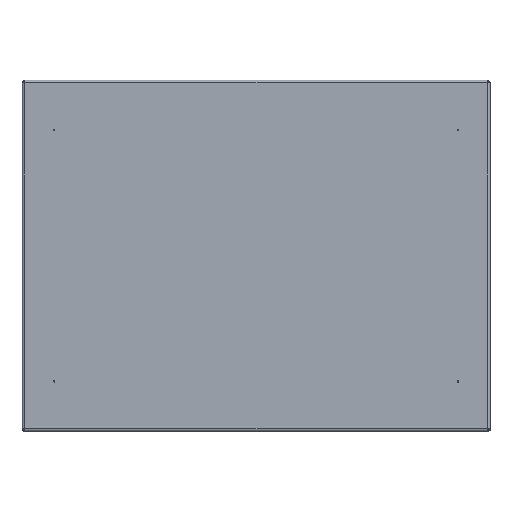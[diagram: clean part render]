
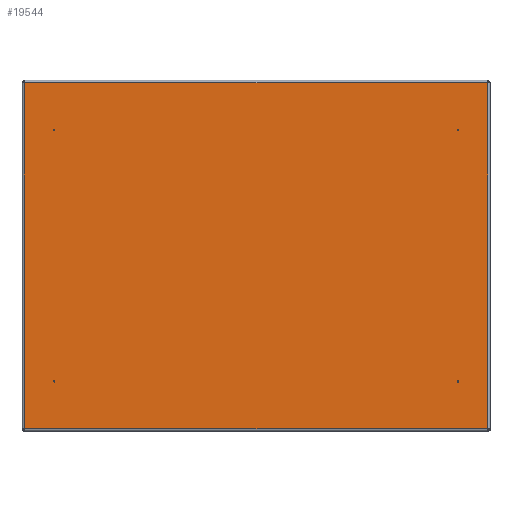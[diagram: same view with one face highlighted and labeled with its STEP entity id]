
A CAD part, front view. The second image highlights one B-rep face of the part: STEP entity #19544.
In plain terms, the highlighted planar face has unit normal (0, -1, 0).
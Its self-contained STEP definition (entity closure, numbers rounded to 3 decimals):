
#1428=LINE('',#32833,#2690);
#1439=LINE('',#32921,#2701);
#1450=LINE('',#33009,#2712);
#1461=LINE('',#33097,#2723);
#1463=LINE('',#33122,#2725);
#1466=LINE('',#33128,#2728);
#1467=LINE('',#33129,#2729);
#1468=LINE('',#33131,#2730);
#1469=LINE('',#33132,#2731);
#1470=LINE('',#33134,#2732);
#1471=LINE('',#33135,#2733);
#1472=LINE('',#33136,#2734);
#2690=VECTOR('',#25174,395.631);
#2701=VECTOR('',#25211,295.631);
#2712=VECTOR('',#25248,295.631);
#2723=VECTOR('',#25285,395.631);
#2725=VECTOR('',#25291,0.184);
#2728=VECTOR('',#25296,0.184);
#2729=VECTOR('',#25297,0.184);
#2730=VECTOR('',#25298,0.184);
#2731=VECTOR('',#25299,0.184);
#2732=VECTOR('',#25300,0.184);
#2733=VECTOR('',#25301,0.184);
#2734=VECTOR('',#25302,0.184);
#4792=FACE_OUTER_BOUND('',#6247,.T.);
#6247=EDGE_LOOP('',(#15146,#15147,#15148,#15149,#15150,#15151,#15152,#15153,
#15154,#15155,#15156,#15157));
#8594=VERTEX_POINT('',#32783);
#8599=VERTEX_POINT('',#32809);
#8606=VERTEX_POINT('',#32871);
#8611=VERTEX_POINT('',#32897);
#8618=VERTEX_POINT('',#32959);
#8623=VERTEX_POINT('',#32985);
#8630=VERTEX_POINT('',#33047);
#8635=VERTEX_POINT('',#33073);
#8636=VERTEX_POINT('',#33121);
#8638=VERTEX_POINT('',#33127);
#8639=VERTEX_POINT('',#33130);
#8640=VERTEX_POINT('',#33133);
#10838=EDGE_CURVE('',#8594,#8599,#1428,.T.);
#10859=EDGE_CURVE('',#8606,#8611,#1439,.T.);
#10880=EDGE_CURVE('',#8618,#8623,#1450,.T.);
#10901=EDGE_CURVE('',#8630,#8635,#1461,.T.);
#10904=EDGE_CURVE('',#8636,#8594,#1463,.T.);
#10907=EDGE_CURVE('',#8599,#8638,#1466,.T.);
#10908=EDGE_CURVE('',#8638,#8606,#1467,.T.);
#10909=EDGE_CURVE('',#8611,#8639,#1468,.T.);
#10910=EDGE_CURVE('',#8639,#8630,#1469,.T.);
#10911=EDGE_CURVE('',#8635,#8640,#1470,.T.);
#10912=EDGE_CURVE('',#8640,#8618,#1471,.T.);
#10913=EDGE_CURVE('',#8623,#8636,#1472,.T.);
#15146=ORIENTED_EDGE('',*,*,#10838,.T.);
#15147=ORIENTED_EDGE('',*,*,#10907,.T.);
#15148=ORIENTED_EDGE('',*,*,#10908,.T.);
#15149=ORIENTED_EDGE('',*,*,#10859,.T.);
#15150=ORIENTED_EDGE('',*,*,#10909,.T.);
#15151=ORIENTED_EDGE('',*,*,#10910,.T.);
#15152=ORIENTED_EDGE('',*,*,#10901,.T.);
#15153=ORIENTED_EDGE('',*,*,#10911,.T.);
#15154=ORIENTED_EDGE('',*,*,#10912,.T.);
#15155=ORIENTED_EDGE('',*,*,#10880,.T.);
#15156=ORIENTED_EDGE('',*,*,#10913,.T.);
#15157=ORIENTED_EDGE('',*,*,#10904,.T.);
#17360=PLANE('',#21255);
#19544=ADVANCED_FACE('',(#4792),#17360,.F.);
#21255=AXIS2_PLACEMENT_3D('',#33126,#25294,#25295);
#25174=DIRECTION('',(1.,0.,0.));
#25211=DIRECTION('',(0.,0.,1.));
#25248=DIRECTION('',(0.,0.,-1.));
#25285=DIRECTION('',(-1.,0.,0.));
#25291=DIRECTION('',(0.,0.,-1.));
#25294=DIRECTION('center_axis',(0.,1.,0.));
#25295=DIRECTION('ref_axis',(0.,0.,1.));
#25296=DIRECTION('',(0.,0.,1.));
#25297=DIRECTION('',(1.,0.,0.));
#25298=DIRECTION('',(-1.,0.,0.));
#25299=DIRECTION('',(0.,0.,1.));
#25300=DIRECTION('',(0.,0.,-1.));
#25301=DIRECTION('',(-1.,0.,0.));
#25302=DIRECTION('',(1.,0.,0.));
#32783=CARTESIAN_POINT('',(-197.816,0.,-148.));
#32809=CARTESIAN_POINT('',(197.816,0.,-148.));
#32833=CARTESIAN_POINT('',(-99.,0.,-148.));
#32871=CARTESIAN_POINT('',(198.,0.,-147.816));
#32897=CARTESIAN_POINT('',(198.,0.,147.816));
#32921=CARTESIAN_POINT('',(198.,0.,-74.));
#32959=CARTESIAN_POINT('',(-198.,0.,147.816));
#32985=CARTESIAN_POINT('',(-198.,0.,-147.816));
#33009=CARTESIAN_POINT('',(-198.,0.,74.));
#33047=CARTESIAN_POINT('',(197.816,0.,148.));
#33073=CARTESIAN_POINT('',(-197.816,0.,148.));
#33097=CARTESIAN_POINT('',(99.,0.,148.));
#33121=CARTESIAN_POINT('',(-197.816,0.,-147.816));
#33122=CARTESIAN_POINT('',(-197.816,0.,-73.908));
#33126=CARTESIAN_POINT('Origin',(0.,0.,0.));
#33127=CARTESIAN_POINT('',(197.816,0.,-147.816));
#33128=CARTESIAN_POINT('',(197.816,0.,-74.908));
#33129=CARTESIAN_POINT('',(98.908,0.,-147.816));
#33130=CARTESIAN_POINT('',(197.816,0.,147.816));
#33131=CARTESIAN_POINT('',(99.908,0.,147.816));
#33132=CARTESIAN_POINT('',(197.816,0.,73.908));
#33133=CARTESIAN_POINT('',(-197.816,0.,147.816));
#33134=CARTESIAN_POINT('',(-197.816,0.,74.908));
#33135=CARTESIAN_POINT('',(-98.908,0.,147.816));
#33136=CARTESIAN_POINT('',(-99.908,0.,-147.816));
